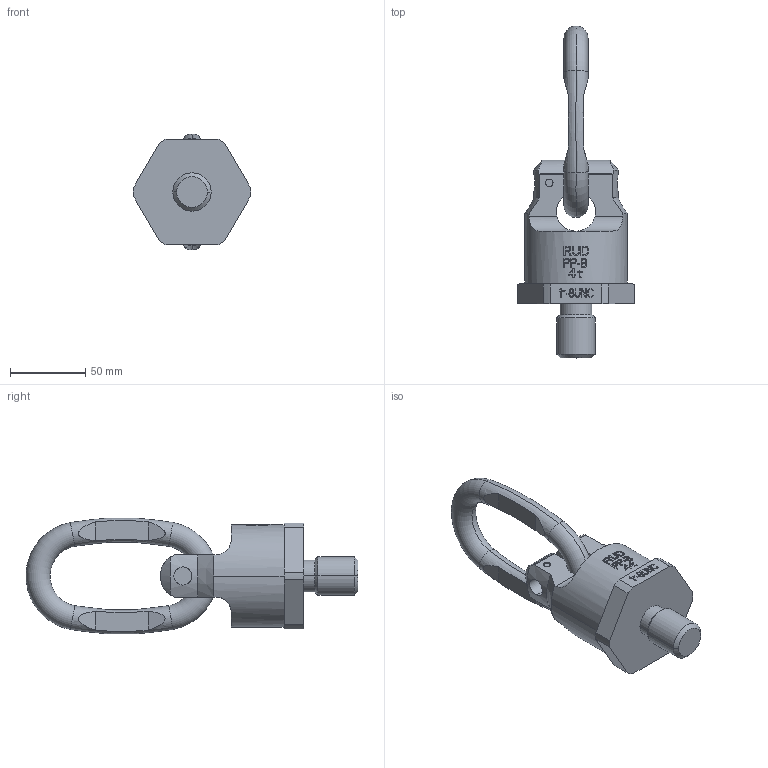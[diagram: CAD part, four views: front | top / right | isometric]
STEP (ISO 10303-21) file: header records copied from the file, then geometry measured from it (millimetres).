
FILE_DESCRIPTION((''),'2;1');
FILE_NAME('4PP-B-4T-1Z','2005-01-19T',('jakubetz'),(''),'PRO/ENGINEER BY PARAMETRIC TECHNOLOGY CORPORATION, 2001400','PRO/ENGINEER BY PARAMETRIC TECHNOLOGY CORPORATION, 2001400','');
FILE_SCHEMA(('CONFIG_CONTROL_DESIGN'));
Length unit declared in the file: millimetre
Products named in the file (1): 4PP-B-4T-1Z
Bounding box: 77.98 x 219.93 x 76.57 mm (x, y, z)
Volume: 304068.7 mm3; surface area: 52048.2 mm2
Topology: 3 solids, 3 shells, 474 faces, 1289 edges, 854 vertices
Faces by surface type: plane 411, cylinder 47, cone 8, torus 8
Entity records: 15474 total; most frequent: CARTESIAN_POINT 3826, ORIENTED_EDGE 2578, DIRECTION 2125, EDGE_CURVE 1289, VECTOR 861, LINE 861, VERTEX_POINT 854, AXIS2_PLACEMENT_3D 632
